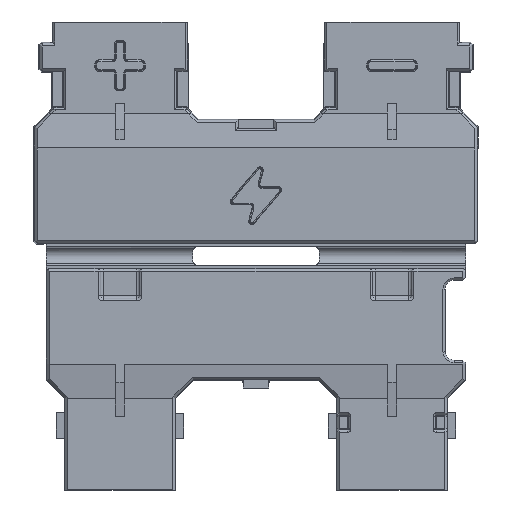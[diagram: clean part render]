
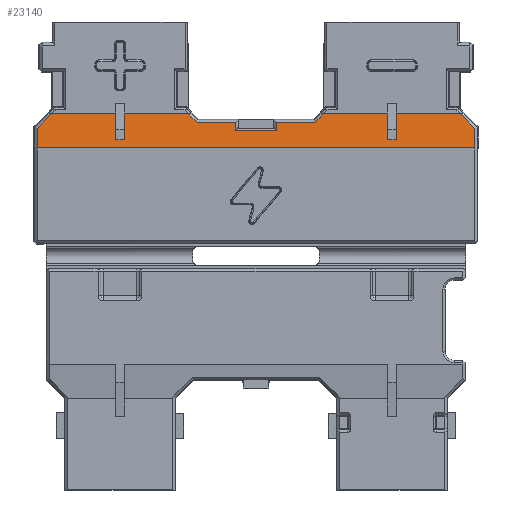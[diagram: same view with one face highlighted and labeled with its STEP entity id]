
A CAD part, left-side view. The second image highlights one B-rep face of the part: STEP entity #23140.
In plain terms, the highlighted planar face has unit normal (-0.99, 0, 0.14).
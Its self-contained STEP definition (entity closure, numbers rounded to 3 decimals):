
#1922=LINE('',#34393,#3964);
#1927=LINE('',#34403,#3969);
#1930=LINE('',#34410,#3972);
#1936=LINE('',#34422,#3978);
#1943=LINE('',#34436,#3985);
#1959=LINE('',#34468,#4001);
#1962=LINE('',#34474,#4004);
#1965=LINE('',#34479,#4007);
#1970=LINE('',#34488,#4012);
#2040=LINE('',#34623,#4082);
#2061=LINE('',#34665,#4103);
#2068=LINE('',#34678,#4110);
#2096=LINE('',#34732,#4138);
#2099=LINE('',#34737,#4141);
#2102=LINE('',#34742,#4144);
#2329=LINE('',#37142,#4371);
#3312=LINE('',#44020,#5354);
#3316=LINE('',#44027,#5358);
#3324=LINE('',#44167,#5366);
#3328=LINE('',#44174,#5370);
#3397=LINE('',#44457,#5439);
#3398=LINE('',#44459,#5440);
#3399=LINE('',#44460,#5441);
#3400=LINE('',#44462,#5442);
#3401=LINE('',#44464,#5443);
#3402=LINE('',#44465,#5444);
#3964=VECTOR('',#26169,10.);
#3969=VECTOR('',#26176,10.);
#3972=VECTOR('',#26181,10.);
#3978=VECTOR('',#26189,10.);
#3985=VECTOR('',#26198,10.);
#4001=VECTOR('',#26226,10.);
#4004=VECTOR('',#26231,10.);
#4007=VECTOR('',#26236,10.);
#4012=VECTOR('',#26243,10.);
#4082=VECTOR('',#26363,10.);
#4103=VECTOR('',#26400,10.);
#4110=VECTOR('',#26409,10.);
#4138=VECTOR('',#26459,10.);
#4141=VECTOR('',#26464,10.);
#4144=VECTOR('',#26469,10.);
#4371=VECTOR('',#26910,10.);
#5354=VECTOR('',#30989,10.);
#5358=VECTOR('',#30993,10.);
#5366=VECTOR('',#31041,10.);
#5370=VECTOR('',#31045,10.);
#5439=VECTOR('',#31264,10.);
#5440=VECTOR('',#31265,10.);
#5441=VECTOR('',#31266,10.);
#5442=VECTOR('',#31267,10.);
#5443=VECTOR('',#31268,10.);
#5444=VECTOR('',#31269,10.);
#5957=PLANE('',#25282);
#7884=FACE_OUTER_BOUND('',#9244,.T.);
#9244=EDGE_LOOP('',(#20870,#20871,#20872,#20873,#20874,#20875,#20876,#20877,
#20878,#20879,#20880,#20881,#20882,#20883,#20884,#20885,#20886,#20887,#20888,
#20889,#20890,#20891,#20892,#20893,#20894,#20895));
#10156=VERTEX_POINT('',#34391);
#10157=VERTEX_POINT('',#34392);
#10161=VERTEX_POINT('',#34402);
#10163=VERTEX_POINT('',#34408);
#10164=VERTEX_POINT('',#34409);
#10169=VERTEX_POINT('',#34421);
#10171=VERTEX_POINT('',#34427);
#10175=VERTEX_POINT('',#34434);
#10187=VERTEX_POINT('',#34473);
#10191=VERTEX_POINT('',#34486);
#10230=VERTEX_POINT('',#34621);
#10231=VERTEX_POINT('',#34622);
#10237=VERTEX_POINT('',#34640);
#10242=VERTEX_POINT('',#34659);
#10243=VERTEX_POINT('',#34663);
#10244=VERTEX_POINT('',#34664);
#10247=VERTEX_POINT('',#34672);
#10266=VERTEX_POINT('',#34740);
#11596=VERTEX_POINT('',#44019);
#11599=VERTEX_POINT('',#44025);
#11611=VERTEX_POINT('',#44166);
#11614=VERTEX_POINT('',#44172);
#11647=VERTEX_POINT('',#44456);
#11648=VERTEX_POINT('',#44458);
#11649=VERTEX_POINT('',#44461);
#11650=VERTEX_POINT('',#44463);
#12282=EDGE_CURVE('',#10156,#10157,#1922,.T.);
#12287=EDGE_CURVE('',#10157,#10161,#1927,.T.);
#12290=EDGE_CURVE('',#10163,#10164,#1930,.T.);
#12296=EDGE_CURVE('',#10164,#10169,#1936,.T.);
#12303=EDGE_CURVE('',#10175,#10171,#1943,.T.);
#12319=EDGE_CURVE('',#10169,#10175,#1959,.T.);
#12322=EDGE_CURVE('',#10187,#10163,#1962,.T.);
#12325=EDGE_CURVE('',#10161,#10187,#1965,.T.);
#12330=EDGE_CURVE('',#10191,#10156,#1970,.T.);
#12400=EDGE_CURVE('',#10230,#10231,#2040,.T.);
#12421=EDGE_CURVE('',#10243,#10244,#2061,.T.);
#12428=EDGE_CURVE('',#10244,#10247,#2068,.T.);
#12456=EDGE_CURVE('',#10242,#10243,#2096,.T.);
#12459=EDGE_CURVE('',#10231,#10237,#2099,.T.);
#12462=EDGE_CURVE('',#10266,#10230,#2102,.T.);
#12849=EDGE_CURVE('',#10242,#10237,#2329,.T.);
#14768=EDGE_CURVE('',#10247,#11596,#3312,.T.);
#14772=EDGE_CURVE('',#11599,#10191,#3316,.T.);
#14794=EDGE_CURVE('',#10171,#11611,#3324,.F.);
#14798=EDGE_CURVE('',#11614,#10266,#3328,.F.);
#14891=EDGE_CURVE('',#11599,#11647,#3397,.T.);
#14892=EDGE_CURVE('',#11647,#11648,#3398,.T.);
#14893=EDGE_CURVE('',#11648,#11596,#3399,.T.);
#14894=EDGE_CURVE('',#11614,#11649,#3400,.T.);
#14895=EDGE_CURVE('',#11649,#11650,#3401,.T.);
#14896=EDGE_CURVE('',#11650,#11611,#3402,.T.);
#20870=ORIENTED_EDGE('',*,*,#12282,.F.);
#20871=ORIENTED_EDGE('',*,*,#12330,.F.);
#20872=ORIENTED_EDGE('',*,*,#14772,.F.);
#20873=ORIENTED_EDGE('',*,*,#14891,.T.);
#20874=ORIENTED_EDGE('',*,*,#14892,.T.);
#20875=ORIENTED_EDGE('',*,*,#14893,.T.);
#20876=ORIENTED_EDGE('',*,*,#14768,.F.);
#20877=ORIENTED_EDGE('',*,*,#12428,.F.);
#20878=ORIENTED_EDGE('',*,*,#12421,.F.);
#20879=ORIENTED_EDGE('',*,*,#12456,.F.);
#20880=ORIENTED_EDGE('',*,*,#12849,.T.);
#20881=ORIENTED_EDGE('',*,*,#12459,.F.);
#20882=ORIENTED_EDGE('',*,*,#12400,.F.);
#20883=ORIENTED_EDGE('',*,*,#12462,.F.);
#20884=ORIENTED_EDGE('',*,*,#14798,.F.);
#20885=ORIENTED_EDGE('',*,*,#14894,.T.);
#20886=ORIENTED_EDGE('',*,*,#14895,.T.);
#20887=ORIENTED_EDGE('',*,*,#14896,.T.);
#20888=ORIENTED_EDGE('',*,*,#14794,.F.);
#20889=ORIENTED_EDGE('',*,*,#12303,.F.);
#20890=ORIENTED_EDGE('',*,*,#12319,.F.);
#20891=ORIENTED_EDGE('',*,*,#12296,.F.);
#20892=ORIENTED_EDGE('',*,*,#12290,.F.);
#20893=ORIENTED_EDGE('',*,*,#12322,.F.);
#20894=ORIENTED_EDGE('',*,*,#12325,.F.);
#20895=ORIENTED_EDGE('',*,*,#12287,.F.);
#23140=ADVANCED_FACE('',(#7884),#5957,.T.);
#25282=AXIS2_PLACEMENT_3D('',#44455,#31262,#31263);
#26169=DIRECTION('',(-0.1,-0.702,-0.705));
#26176=DIRECTION('',(0.,-1.,0.));
#26181=DIRECTION('',(0.14,0.002,0.99));
#26189=DIRECTION('',(0.,-1.,0.));
#26198=DIRECTION('',(-0.11,0.619,-0.778));
#26226=DIRECTION('',(0.1,-0.702,0.705));
#26231=DIRECTION('',(0.,-1.,0.));
#26236=DIRECTION('',(-0.14,0.002,-0.99));
#26243=DIRECTION('',(0.11,0.619,0.778));
#26363=DIRECTION('',(-0.1,-0.702,-0.705));
#26400=DIRECTION('',(0.1,-0.702,0.705));
#26409=DIRECTION('',(-0.11,0.619,-0.778));
#26459=DIRECTION('',(0.14,0.002,0.99));
#26464=DIRECTION('',(-0.14,0.002,-0.99));
#26469=DIRECTION('',(0.11,0.619,0.778));
#26910=DIRECTION('',(0.,-1.,0.));
#30989=DIRECTION('',(0.,-1.,0.));
#30993=DIRECTION('',(0.,-1.,0.));
#31041=DIRECTION('',(0.,1.,0.));
#31045=DIRECTION('',(0.,1.,0.));
#31262=DIRECTION('center_axis',(-0.99,0.,0.14));
#31263=DIRECTION('ref_axis',(0.14,0.,0.99));
#31264=DIRECTION('',(-0.14,0.002,-0.99));
#31265=DIRECTION('',(0.,1.,0.));
#31266=DIRECTION('',(0.14,0.002,0.99));
#31267=DIRECTION('',(-0.14,0.002,-0.99));
#31268=DIRECTION('',(0.,1.,0.));
#31269=DIRECTION('',(0.14,0.002,0.99));
#34391=CARTESIAN_POINT('',(-2.374,5.936,33.892));
#34392=CARTESIAN_POINT('',(-2.48,5.186,33.139));
#34393=CARTESIAN_POINT('',(-2.947,1.906,29.847));
#34402=CARTESIAN_POINT('',(-2.48,1.813,33.139));
#34403=CARTESIAN_POINT('',(-2.48,-7.625,33.139));
#34408=CARTESIAN_POINT('',(-2.585,-1.815,32.402));
#34409=CARTESIAN_POINT('',(-2.48,-1.813,33.139));
#34410=CARTESIAN_POINT('',(-2.549,-1.815,32.652));
#34421=CARTESIAN_POINT('',(-2.48,-5.186,33.139));
#34422=CARTESIAN_POINT('',(-2.48,-7.625,33.139));
#34427=CARTESIAN_POINT('',(-2.375,-5.929,33.882));
#34434=CARTESIAN_POINT('',(-2.374,-5.936,33.892));
#34436=CARTESIAN_POINT('',(-2.198,-6.923,35.131));
#34468=CARTESIAN_POINT('',(-2.333,-6.222,34.179));
#34473=CARTESIAN_POINT('',(-2.585,1.815,32.402));
#34474=CARTESIAN_POINT('',(-2.585,-3.6,32.402));
#34479=CARTESIAN_POINT('',(-2.491,1.814,33.065));
#34486=CARTESIAN_POINT('',(-2.375,5.929,33.882));
#34488=CARTESIAN_POINT('',(-2.795,3.57,30.919));
#34621=CARTESIAN_POINT('',(-2.374,-18.064,33.892));
#34622=CARTESIAN_POINT('',(-2.551,-19.313,32.638));
#34623=CARTESIAN_POINT('',(-2.105,-16.174,35.788));
#34640=CARTESIAN_POINT('',(-2.8,-19.308,30.882));
#34659=CARTESIAN_POINT('',(-2.8,19.308,30.882));
#34663=CARTESIAN_POINT('',(-2.551,19.313,32.638));
#34664=CARTESIAN_POINT('',(-2.374,18.064,33.892));
#34665=CARTESIAN_POINT('',(-1.491,11.858,40.119));
#34672=CARTESIAN_POINT('',(-2.375,18.071,33.882));
#34678=CARTESIAN_POINT('',(-1.38,12.478,40.907));
#34732=CARTESIAN_POINT('',(-2.532,19.313,32.773));
#34737=CARTESIAN_POINT('',(-3.185,-19.301,28.163));
#34740=CARTESIAN_POINT('',(-2.375,-18.071,33.882));
#34742=CARTESIAN_POINT('',(-1.977,-15.832,36.695));
#37142=CARTESIAN_POINT('',(-2.8,-4.375,30.882));
#44019=CARTESIAN_POINT('',(-2.375,12.4,33.882));
#44020=CARTESIAN_POINT('',(-2.375,1.625,33.882));
#44025=CARTESIAN_POINT('',(-2.375,11.6,33.882));
#44027=CARTESIAN_POINT('',(-2.375,1.625,33.882));
#44166=CARTESIAN_POINT('',(-2.375,-11.6,33.882));
#44167=CARTESIAN_POINT('',(-2.375,-10.375,33.882));
#44172=CARTESIAN_POINT('',(-2.375,-12.4,33.882));
#44174=CARTESIAN_POINT('',(-2.375,-10.375,33.882));
#44455=CARTESIAN_POINT('Origin',(-2.59,-8.75,32.365));
#44456=CARTESIAN_POINT('',(-2.7,11.606,31.588));
#44457=CARTESIAN_POINT('',(-2.527,11.603,32.806));
#44458=CARTESIAN_POINT('',(-2.7,12.394,31.588));
#44459=CARTESIAN_POINT('',(-2.7,1.625,31.588));
#44460=CARTESIAN_POINT('',(-2.535,12.397,32.756));
#44461=CARTESIAN_POINT('',(-2.7,-12.394,31.588));
#44462=CARTESIAN_POINT('',(-2.532,-12.397,32.777));
#44463=CARTESIAN_POINT('',(-2.7,-11.606,31.588));
#44464=CARTESIAN_POINT('',(-2.7,-10.375,31.588));
#44465=CARTESIAN_POINT('',(-2.53,-11.603,32.785));
